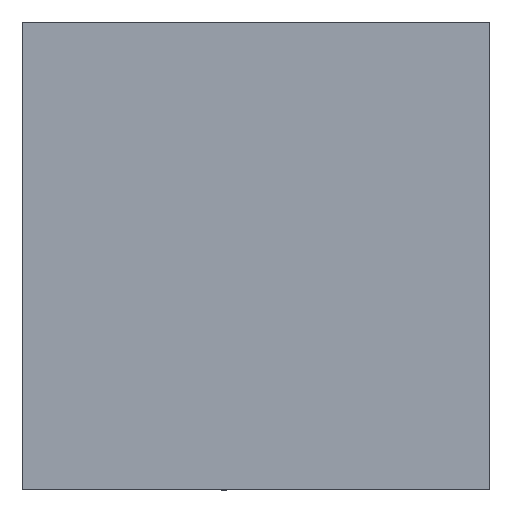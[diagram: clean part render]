
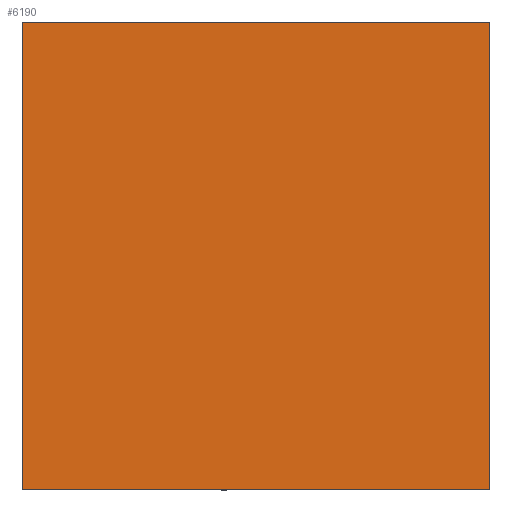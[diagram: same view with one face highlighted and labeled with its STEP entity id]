
A CAD part, front view. The second image highlights one B-rep face of the part: STEP entity #6190.
In plain terms, the highlighted face is planar.
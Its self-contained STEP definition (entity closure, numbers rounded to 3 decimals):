
#150=PLANE('',#6551);
#568=LINE('',#8926,#1212);
#591=LINE('',#8973,#1235);
#637=LINE('',#9064,#1281);
#642=LINE('',#9074,#1286);
#1212=VECTOR('',#7454,1000.);
#1235=VECTOR('',#7479,1000.);
#1281=VECTOR('',#7537,1000.);
#1286=VECTOR('',#7544,1000.);
#2379=ORIENTED_EDGE('',*,*,#3424,.F.);
#2380=ORIENTED_EDGE('',*,*,#3502,.F.);
#2381=ORIENTED_EDGE('',*,*,#3447,.F.);
#2382=ORIENTED_EDGE('',*,*,#3497,.F.);
#3424=EDGE_CURVE('',#4056,#4057,#568,.T.);
#3447=EDGE_CURVE('',#4079,#4080,#591,.T.);
#3497=EDGE_CURVE('',#4057,#4079,#637,.T.);
#3502=EDGE_CURVE('',#4080,#4056,#642,.T.);
#4056=VERTEX_POINT('',#8925);
#4057=VERTEX_POINT('',#8927);
#4079=VERTEX_POINT('',#8972);
#4080=VERTEX_POINT('',#8974);
#4571=EDGE_LOOP('',(#2379,#2380,#2381,#2382));
#4849=FACE_BOUND('',#4571,.T.);
#6190=ADVANCED_FACE('',(#4849),#150,.F.);
#6551=AXIS2_PLACEMENT_3D('',#9075,#7545,#7546);
#7454=DIRECTION('',(-1.,0.,0.));
#7479=DIRECTION('',(1.,0.,0.));
#7537=DIRECTION('',(0.,0.,-1.));
#7544=DIRECTION('',(0.,0.,1.));
#7545=DIRECTION('',(0.,-1.,0.));
#7546=DIRECTION('',(0.,0.,-1.));
#8925=CARTESIAN_POINT('',(1.,0.,1.));
#8926=CARTESIAN_POINT('',(1.,0.,1.));
#8927=CARTESIAN_POINT('',(-1.,0.,1.));
#8972=CARTESIAN_POINT('',(-1.,0.,-1.));
#8973=CARTESIAN_POINT('',(-1.,0.,-1.));
#8974=CARTESIAN_POINT('',(1.,0.,-1.));
#9064=CARTESIAN_POINT('',(-1.,0.,1.));
#9074=CARTESIAN_POINT('',(1.,0.,-1.));
#9075=CARTESIAN_POINT('',(-1.,0.,1.));
